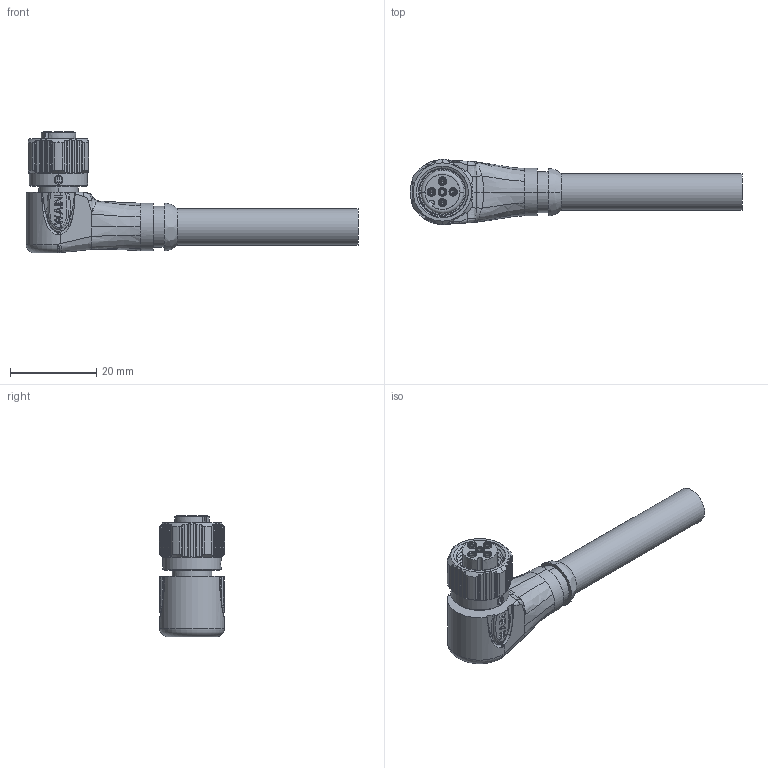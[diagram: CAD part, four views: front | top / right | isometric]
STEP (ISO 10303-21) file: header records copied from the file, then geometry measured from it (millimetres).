
FILE_DESCRIPTION(/* description */ (''),/* implementation_level */ '2;1');
FILE_NAME(/* name */ '3D_1630045024005_M12-F04A-S-1.5-PVC-LED1_V1.1.stp',/* time_stamp */ '2024-01-18T10:37:30+08:00',/* author */ (''),/* organization */ (''),/* preprocessor_version */ 'ST-DEVELOPER v18.1',/* originating_system */ 'SIEMENS PLM Software NX 1980',/* authorisation */ '');
FILE_SCHEMA (('AUTOMOTIVE_DESIGN { 1 0 10303 214 3 1 1 1 }'));
Length unit declared in the file: inch
Products named in the file (1): 3D_1630045024005_M12-F04A-S-1.5-PVC-LED1_V1.1
Bounding box: 76.91 x 15.2 x 28.2 mm (x, y, z)
Volume: 8541.5 mm3; surface area: 5079.6 mm2
Topology: 1 solids, 1 shells, 675 faces, 1887 edges, 1200 vertices
Faces by surface type: plane 300, cylinder 246, cone 55, bspline 47, torus 23, sphere 2, extrusion 2
Full cylindrical faces by diameter (mm): 8.5 x1
Entity records: 28693 total; most frequent: CARTESIAN_POINT 12686, ORIENTED_EDGE 3690, DIRECTION 2938, EDGE_CURVE 1845, VERTEX_POINT 1185, AXIS2_PLACEMENT_3D 1128, EDGE_LOOP 688, VECTOR 682
